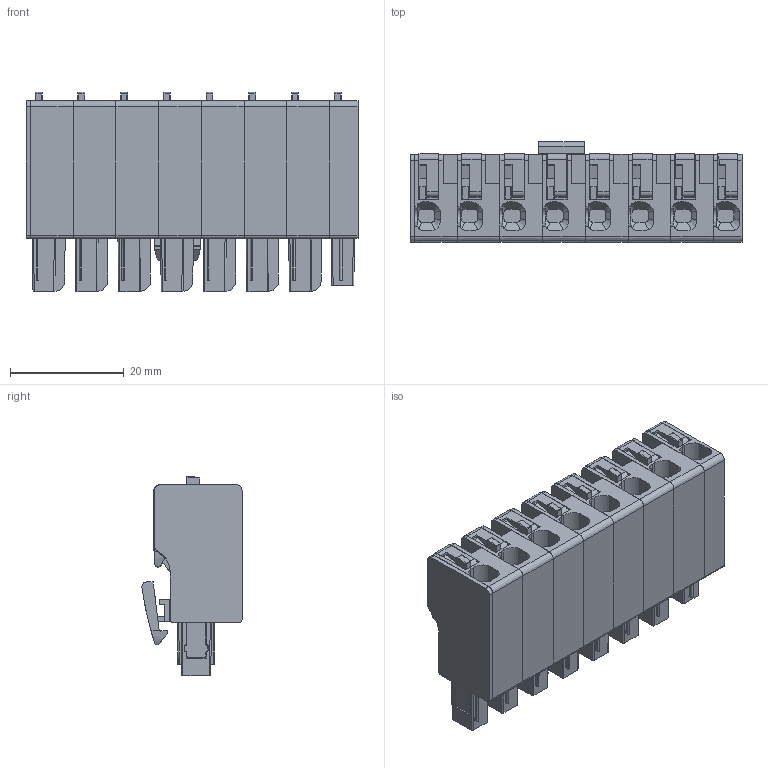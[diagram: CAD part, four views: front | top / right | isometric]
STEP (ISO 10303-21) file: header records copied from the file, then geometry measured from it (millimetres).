
FILE_DESCRIPTION(('CATIA V5 STEP Exchange','CAx-IF Rec.Pracs.--- Model Styling and Organization---1.4--- 2014-01-23'),'2;1');
FILE_NAME ('1361708-2_0_8000078359_8000078359.stp','2021-10-26T10:06:22+00:00',('none'),('Weidmueller'),'CATIA Version 5-6 Release 2016 SP3 HF44','CATIA V5 STEP AP214','none');
FILE_SCHEMA(('AUTOMOTIVE_DESIGN { 1 0 10303 214 1 1 1 1 }'));
Products named in the file (1): 8000078359
Bounding box: 58.3 x 17.58 x 35 mm (x, y, z)
Volume: 19632.9 mm3; surface area: 18088.8 mm2
Topology: 26 solids, 26 shells, 2239 faces, 6221 edges, 4071 vertices
Faces by surface type: plane 1301, cylinder 701, cone 78, sphere 64, bspline 44, torus 28, extrusion 23
Entity records: 77395 total; most frequent: CARTESIAN_POINT 22455, ORIENTED_EDGE 12314, DIRECTION 9464, EDGE_CURVE 6157, VERTEX_POINT 4071, VECTOR 4031, LINE 4008, AXIS2_PLACEMENT_3D 3262
